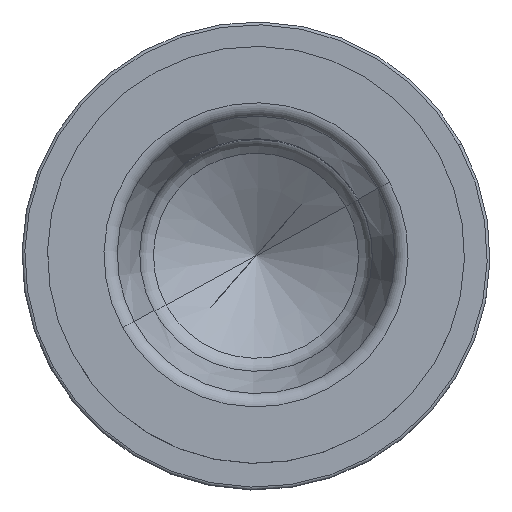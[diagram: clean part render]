
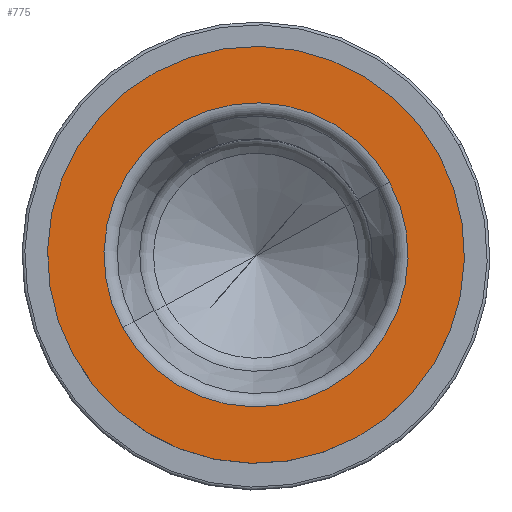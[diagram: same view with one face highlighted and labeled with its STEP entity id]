
A CAD part, top view. The second image highlights one B-rep face of the part: STEP entity #775.
In plain terms, the highlighted planar face has unit normal (0, 0, 1).
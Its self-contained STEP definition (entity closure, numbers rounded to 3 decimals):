
#354=AXIS2_PLACEMENT_3D('Circle Axis2P3D',#352,#353,$) ;
#373=AXIS2_PLACEMENT_3D('Circle Axis2P3D',#371,#372,$) ;
#390=AXIS2_PLACEMENT_3D('Circle Axis2P3D',#388,#389,$) ;
#425=AXIS2_PLACEMENT_3D('Circle Axis2P3D',#423,#424,$) ;
#765=AXIS2_PLACEMENT_3D('Plane Axis2P3D',#762,#763,#764) ;
#349=CARTESIAN_POINT('Vertex',(3.546,5.68,40.1)) ;
#352=CARTESIAN_POINT('Axis2P3D Location',(8.25,8.25,40.1)) ;
#356=CARTESIAN_POINT('Vertex',(12.954,10.82,40.1)) ;
#371=CARTESIAN_POINT('Axis2P3D Location',(8.25,8.25,40.1)) ;
#388=CARTESIAN_POINT('Axis2P3D Location',(8.25,8.25,40.1)) ;
#392=CARTESIAN_POINT('Vertex',(1.8,4.726,40.1)) ;
#394=CARTESIAN_POINT('Vertex',(14.7,11.774,40.1)) ;
#423=CARTESIAN_POINT('Axis2P3D Location',(8.25,8.25,40.1)) ;
#762=CARTESIAN_POINT('Axis2P3D Location',(2.89,8.25,40.1)) ;
#353=DIRECTION('Axis2P3D Direction',(0.,0.,1.)) ;
#372=DIRECTION('Axis2P3D Direction',(0.,0.,1.)) ;
#389=DIRECTION('Axis2P3D Direction',(0.,0.,1.)) ;
#424=DIRECTION('Axis2P3D Direction',(0.,0.,1.)) ;
#763=DIRECTION('Axis2P3D Direction',(0.,0.,1.)) ;
#764=DIRECTION('Axis2P3D XDirection',(1.,0.,0.)) ;
#768=ORIENTED_EDGE('',*,*,#427,.T.) ;
#769=ORIENTED_EDGE('',*,*,#396,.T.) ;
#772=ORIENTED_EDGE('',*,*,#358,.F.) ;
#773=ORIENTED_EDGE('',*,*,#375,.F.) ;
#774=FACE_BOUND('',#771,.T.) ;
#775=ADVANCED_FACE('KOBU_35MM_200A',(#770,#774),#766,.T.) ;
#355=CIRCLE('generated circle',#354,5.36) ;
#374=CIRCLE('generated circle',#373,5.36) ;
#391=CIRCLE('generated circle',#390,7.35) ;
#426=CIRCLE('generated circle',#425,7.35) ;
#358=EDGE_CURVE('',#350,#357,#355,.T.) ;
#375=EDGE_CURVE('',#357,#350,#374,.T.) ;
#396=EDGE_CURVE('',#393,#395,#391,.T.) ;
#427=EDGE_CURVE('',#395,#393,#426,.T.) ;
#767=EDGE_LOOP('',(#768,#769)) ;
#771=EDGE_LOOP('',(#772,#773)) ;
#770=FACE_OUTER_BOUND('',#767,.T.) ;
#766=PLANE('',#765) ;
#350=VERTEX_POINT('',#349) ;
#357=VERTEX_POINT('',#356) ;
#393=VERTEX_POINT('',#392) ;
#395=VERTEX_POINT('',#394) ;
